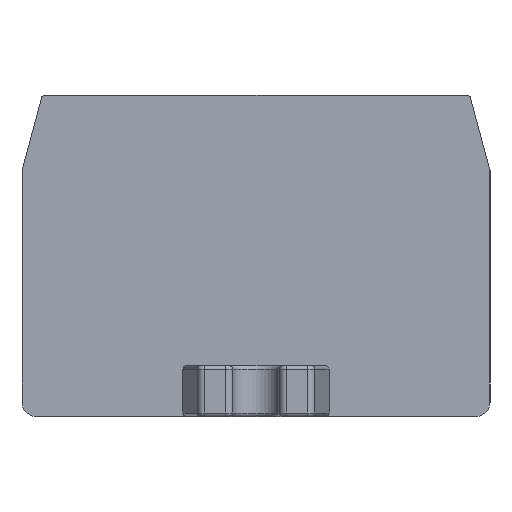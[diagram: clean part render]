
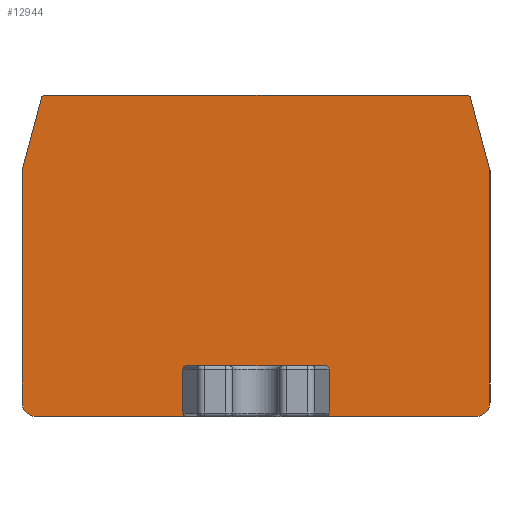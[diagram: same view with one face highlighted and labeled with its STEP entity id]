
A CAD part, front view. The second image highlights one B-rep face of the part: STEP entity #12944.
In plain terms, the highlighted planar face has unit normal (0, -1, 0).
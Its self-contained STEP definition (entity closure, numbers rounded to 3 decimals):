
#200=ELLIPSE('',#13111,0.254,0.25);
#201=ELLIPSE('',#13122,0.254,0.25);
#202=ELLIPSE('',#13169,0.254,0.25);
#203=ELLIPSE('',#13172,0.254,0.25);
#358=CIRCLE('',#13114,1.);
#359=CIRCLE('',#13116,1.);
#385=CIRCLE('',#13163,0.25);
#387=CIRCLE('',#13166,0.25);
#2816=ORIENTED_EDGE('',*,*,#3380,.T.);
#2817=ORIENTED_EDGE('',*,*,#3331,.T.);
#2818=ORIENTED_EDGE('',*,*,#3329,.T.);
#2819=ORIENTED_EDGE('',*,*,#3318,.T.);
#2820=ORIENTED_EDGE('',*,*,#3362,.T.);
#2821=ORIENTED_EDGE('',*,*,#3367,.T.);
#2822=ORIENTED_EDGE('',*,*,#3379,.T.);
#2823=ORIENTED_EDGE('',*,*,#4525,.T.);
#2824=ORIENTED_EDGE('',*,*,#3376,.T.);
#2825=ORIENTED_EDGE('',*,*,#3371,.T.);
#2826=ORIENTED_EDGE('',*,*,#3373,.T.);
#2827=ORIENTED_EDGE('',*,*,#3317,.T.);
#2828=ORIENTED_EDGE('',*,*,#3322,.T.);
#2829=ORIENTED_EDGE('',*,*,#3312,.T.);
#2830=ORIENTED_EDGE('',*,*,#3388,.F.);
#2831=ORIENTED_EDGE('',*,*,#3386,.T.);
#2832=ORIENTED_EDGE('',*,*,#3384,.T.);
#2833=ORIENTED_EDGE('',*,*,#3382,.T.);
#3312=EDGE_CURVE('',#4603,#4602,#200,.F.);
#3317=EDGE_CURVE('',#4604,#4607,#358,.T.);
#3318=EDGE_CURVE('',#4608,#4609,#359,.T.);
#3322=EDGE_CURVE('',#4607,#4603,#5460,.T.);
#3329=EDGE_CURVE('',#4616,#4608,#5465,.T.);
#3331=EDGE_CURVE('',#4617,#4616,#201,.F.);
#3362=EDGE_CURVE('',#4609,#4634,#5476,.T.);
#3367=EDGE_CURVE('',#4634,#4637,#5481,.T.);
#3371=EDGE_CURVE('',#4638,#4641,#5485,.T.);
#3373=EDGE_CURVE('',#4641,#4604,#5487,.T.);
#3376=EDGE_CURVE('',#4642,#4638,#385,.T.);
#3379=EDGE_CURVE('',#4637,#4645,#387,.T.);
#3380=EDGE_CURVE('',#4646,#4617,#5490,.T.);
#3382=EDGE_CURVE('',#4647,#4646,#202,.F.);
#3384=EDGE_CURVE('',#4648,#4647,#5493,.T.);
#3386=EDGE_CURVE('',#4649,#4648,#203,.F.);
#3388=EDGE_CURVE('',#4649,#4602,#5496,.T.);
#4525=EDGE_CURVE('',#4645,#4642,#6341,.T.);
#4602=VERTEX_POINT('',#16562);
#4603=VERTEX_POINT('',#16564);
#4604=VERTEX_POINT('',#16568);
#4607=VERTEX_POINT('',#16573);
#4608=VERTEX_POINT('',#16577);
#4609=VERTEX_POINT('',#16578);
#4616=VERTEX_POINT('',#16597);
#4617=VERTEX_POINT('',#16601);
#4634=VERTEX_POINT('',#16663);
#4637=VERTEX_POINT('',#16671);
#4638=VERTEX_POINT('',#16675);
#4641=VERTEX_POINT('',#16680);
#4642=VERTEX_POINT('',#16687);
#4645=VERTEX_POINT('',#16695);
#4646=VERTEX_POINT('',#16699);
#4647=VERTEX_POINT('',#16703);
#4648=VERTEX_POINT('',#16707);
#4649=VERTEX_POINT('',#16711);
#5460=LINE('',#16585,#6404);
#5465=LINE('',#16596,#6409);
#5476=LINE('',#16662,#6420);
#5481=LINE('',#16672,#6425);
#5485=LINE('',#16681,#6429);
#5487=LINE('',#16684,#6431);
#5490=LINE('',#16698,#6434);
#5493=LINE('',#16706,#6437);
#5496=LINE('',#16714,#6440);
#6341=LINE('',#20931,#7285);
#6404=VECTOR('',#14076,1000.);
#6409=VECTOR('',#14085,1000.);
#6420=VECTOR('',#14170,1000.);
#6425=VECTOR('',#14177,1000.);
#6429=VECTOR('',#14183,1000.);
#6431=VECTOR('',#14187,1000.);
#6434=VECTOR('',#14204,1000.);
#6437=VECTOR('',#14213,1000.);
#6440=VECTOR('',#14222,1000.);
#7285=VECTOR('',#16199,1000.);
#7816=EDGE_LOOP('',(#2816,#2817,#2818,#2819,#2820,#2821,#2822,#2823,#2824,
#2825,#2826,#2827,#2828,#2829,#2830,#2831,#2832,#2833));
#8400=FACE_BOUND('',#7816,.T.);
#8773=PLANE('',#13746);
#12944=ADVANCED_FACE('',(#8400),#8773,.T.);
#13111=AXIS2_PLACEMENT_3D('',#16563,#14055,#14056);
#13114=AXIS2_PLACEMENT_3D('',#16574,#14064,#14065);
#13116=AXIS2_PLACEMENT_3D('',#16576,#14068,#14069);
#13122=AXIS2_PLACEMENT_3D('',#16600,#14089,#14090);
#13163=AXIS2_PLACEMENT_3D('',#16690,#14193,#14194);
#13166=AXIS2_PLACEMENT_3D('',#16696,#14200,#14201);
#13169=AXIS2_PLACEMENT_3D('',#16702,#14208,#14209);
#13172=AXIS2_PLACEMENT_3D('',#16710,#14217,#14218);
#13746=AXIS2_PLACEMENT_3D('',#20952,#16222,#16223);
#14055=DIRECTION('',(0.,-1.,0.));
#14056=DIRECTION('',(1.,0.,0.));
#14064=DIRECTION('',(0.,-1.,0.));
#14065=DIRECTION('',(1.,0.,0.));
#14068=DIRECTION('',(0.,-1.,0.));
#14069=DIRECTION('',(0.,0.,-1.));
#14076=DIRECTION('',(1.,0.,0.));
#14085=DIRECTION('',(1.,0.,0.));
#14089=DIRECTION('',(0.,-1.,0.));
#14090=DIRECTION('',(1.,0.,0.));
#14170=DIRECTION('',(0.,0.,1.));
#14177=DIRECTION('',(-0.259,0.,0.966));
#14183=DIRECTION('',(-0.259,0.,-0.966));
#14187=DIRECTION('',(0.,0.,-1.));
#14193=DIRECTION('',(0.,-1.,0.));
#14194=DIRECTION('',(1.,0.,0.));
#14200=DIRECTION('',(0.,-1.,0.));
#14201=DIRECTION('',(1.,0.,0.));
#14204=DIRECTION('',(0.,0.,-1.));
#14208=DIRECTION('',(0.,-1.,0.));
#14209=DIRECTION('',(-1.,0.,0.));
#14213=DIRECTION('',(1.,0.,0.));
#14217=DIRECTION('',(0.,-1.,0.));
#14218=DIRECTION('',(-1.,0.,0.));
#14222=DIRECTION('',(0.,0.,-1.));
#16199=DIRECTION('',(-1.,0.,0.));
#16222=DIRECTION('',(0.,-1.,0.));
#16223=DIRECTION('',(0.,0.,-1.));
#16562=CARTESIAN_POINT('',(-9.775,-21.15,-4.154));
#16563=CARTESIAN_POINT('',(-9.521,-21.15,-4.154));
#16564=CARTESIAN_POINT('',(-9.521,-21.15,-4.404));
#16568=CARTESIAN_POINT('',(-20.8,-21.15,-3.404));
#16573=CARTESIAN_POINT('',(-19.8,-21.15,-4.404));
#16574=CARTESIAN_POINT('',(-19.8,-21.15,-3.404));
#16576=CARTESIAN_POINT('',(10.25,-21.15,-3.404));
#16577=CARTESIAN_POINT('',(10.25,-21.15,-4.404));
#16578=CARTESIAN_POINT('',(11.25,-21.15,-3.404));
#16585=CARTESIAN_POINT('',(-20.,-21.15,-4.404));
#16596=CARTESIAN_POINT('',(-20.,-21.15,-4.404));
#16597=CARTESIAN_POINT('',(-0.029,-21.15,-4.404));
#16600=CARTESIAN_POINT('',(-0.029,-21.15,-4.154));
#16601=CARTESIAN_POINT('',(0.225,-21.15,-4.154));
#16662=CARTESIAN_POINT('',(11.25,-21.15,12.411));
#16663=CARTESIAN_POINT('',(11.25,-21.15,12.457));
#16671=CARTESIAN_POINT('',(9.922,-21.15,17.415));
#16672=CARTESIAN_POINT('',(9.922,-21.15,17.415));
#16675=CARTESIAN_POINT('',(-19.472,-21.15,17.415));
#16680=CARTESIAN_POINT('',(-20.8,-21.15,12.457));
#16681=CARTESIAN_POINT('',(-19.472,-21.15,17.415));
#16684=CARTESIAN_POINT('',(-20.8,-21.15,-4.574));
#16687=CARTESIAN_POINT('',(-19.23,-21.15,17.6));
#16690=CARTESIAN_POINT('',(-19.23,-21.15,17.35));
#16695=CARTESIAN_POINT('',(9.68,-21.15,17.6));
#16696=CARTESIAN_POINT('',(9.68,-21.15,17.35));
#16698=CARTESIAN_POINT('',(0.225,-21.15,-0.904));
#16699=CARTESIAN_POINT('',(0.225,-21.15,-1.154));
#16702=CARTESIAN_POINT('',(-0.029,-21.15,-1.154));
#16703=CARTESIAN_POINT('',(-0.029,-21.15,-0.904));
#16706=CARTESIAN_POINT('',(-9.775,-21.15,-0.904));
#16707=CARTESIAN_POINT('',(-9.521,-21.15,-0.904));
#16710=CARTESIAN_POINT('',(-9.521,-21.15,-1.154));
#16711=CARTESIAN_POINT('',(-9.775,-21.15,-1.154));
#16714=CARTESIAN_POINT('',(-9.775,-21.15,-0.904));
#20931=CARTESIAN_POINT('',(-19.23,-21.15,17.6));
#20952=CARTESIAN_POINT('',(-20.,-21.15,-4.574));
